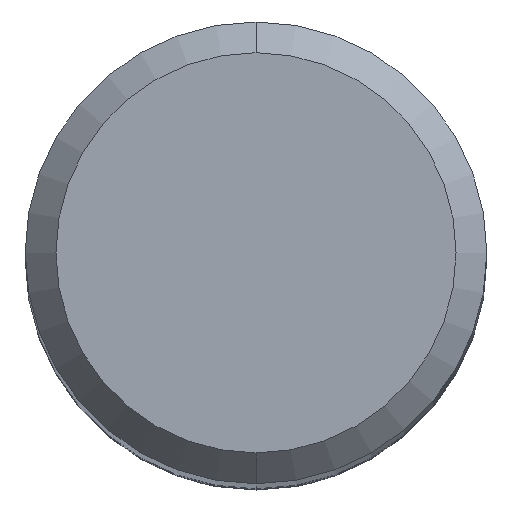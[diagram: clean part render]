
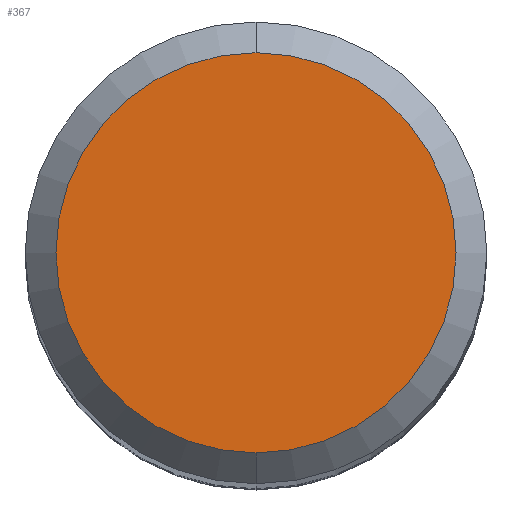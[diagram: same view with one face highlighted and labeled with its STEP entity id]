
A CAD part, top view. The second image highlights one B-rep face of the part: STEP entity #367.
In plain terms, the highlighted planar face has unit normal (0, 0, 1).
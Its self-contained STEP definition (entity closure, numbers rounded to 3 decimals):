
#305=VERTEX_POINT('',#624);
#319=VERTEX_POINT('',#639);
#367=ADVANCED_FACE('',(#692),#693,.T.);
#421=EDGE_CURVE('',#305,#319,#750,.T.);
#431=EDGE_CURVE('',#319,#305,#761,.T.);
#624=CARTESIAN_POINT('',(0.0,2.6,0.0));
#639=CARTESIAN_POINT('',(0.,-2.6,0.0));
#692=FACE_OUTER_BOUND('',#1258,.T.);
#693=PLANE('',#1259);
#750=CIRCLE('',#1373,2.6);
#761=CIRCLE('',#1390,2.6);
#1258=EDGE_LOOP('',(#1674,#1675));
#1259=AXIS2_PLACEMENT_3D('',#1676,#1677,#1678);
#1373=AXIS2_PLACEMENT_3D('',#1724,#1725,#1726);
#1390=AXIS2_PLACEMENT_3D('',#1738,#1739,#1740);
#1674=ORIENTED_EDGE('',*,*,#421,.F.);
#1675=ORIENTED_EDGE('',*,*,#431,.F.);
#1676=CARTESIAN_POINT('',(0.0,1.3,0.0));
#1677=DIRECTION('',(-0.0,0.0,1.0));
#1678=DIRECTION('',(0.0,-1.0,0.0));
#1724=CARTESIAN_POINT('',(0.0,0.0,0.0));
#1725=DIRECTION('',(0.0,0.0,-1.0));
#1726=DIRECTION('',(0.0,1.0,0.0));
#1738=CARTESIAN_POINT('',(0.0,0.0,0.0));
#1739=DIRECTION('',(0.0,0.0,-1.0));
#1740=DIRECTION('',(0.0,1.0,0.0));
